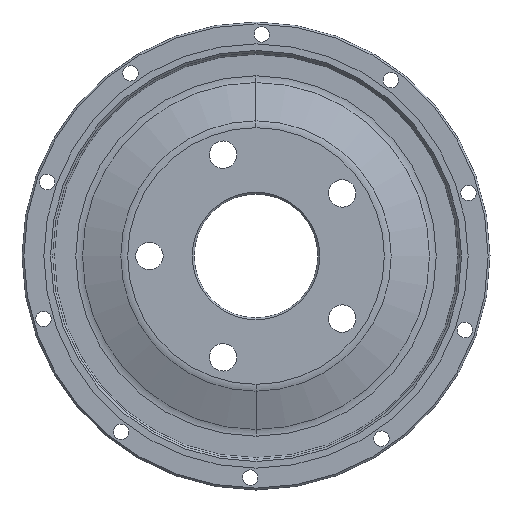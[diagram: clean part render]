
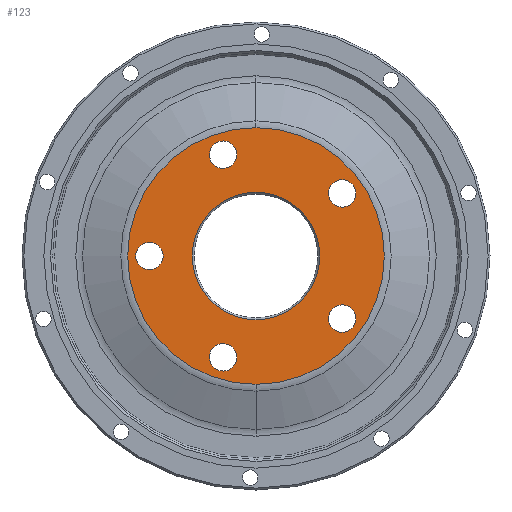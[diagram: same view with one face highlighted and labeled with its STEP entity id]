
A CAD part, left-side view. The second image highlights one B-rep face of the part: STEP entity #123.
In plain terms, the highlighted planar face has unit normal (-1, 0, 0).
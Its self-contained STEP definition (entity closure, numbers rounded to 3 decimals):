
#31 = AXIS2_PLACEMENT_3D ( 'NONE', #2035, #1519, #1546 ) ;
#70 = ORIENTED_EDGE ( 'NONE', *, *, #203, .F. ) ;
#116 = DIRECTION ( 'NONE',  ( 0., -0.951, 0.309 ) ) ;
#123 = ADVANCED_FACE ( 'NONE', ( #1081, #1370, #202, #693, #1135, #1030, #1995 ), #1248, .F. ) ;
#125 = CARTESIAN_POINT ( 'NONE',  ( -19.3, -45.305, -32.916 ) ) ;
#136 = EDGE_CURVE ( 'NONE', #1270, #1630, #302, .T. ) ;
#147 = EDGE_CURVE ( 'NONE', #162, #1871, #920, .T. ) ;
#162 = VERTEX_POINT ( 'NONE', #1447 ) ;
#178 = DIRECTION ( 'NONE',  ( 1., 0., 0. ) ) ;
#202 = FACE_BOUND ( 'NONE', #796, .T. ) ;
#203 = EDGE_CURVE ( 'NONE', #1921, #1974, #537, .T. ) ;
#236 = CARTESIAN_POINT ( 'NONE',  ( -19.3, 24.153, 51.034 ) ) ;
#244 = AXIS2_PLACEMENT_3D ( 'NONE', #1960, #1433, #961 ) ;
#249 = AXIS2_PLACEMENT_3D ( 'NONE', #1406, #1421, #1919 ) ;
#260 = AXIS2_PLACEMENT_3D ( 'NONE', #2109, #1122, #277 ) ;
#263 = CARTESIAN_POINT ( 'NONE',  ( -19.3, 0., 67.463 ) ) ;
#270 = DIRECTION ( 'NONE',  ( 1., 0., 0. ) ) ;
#277 = DIRECTION ( 'NONE',  ( 0., 0., 1. ) ) ;
#284 = DIRECTION ( 'NONE',  ( -1., 0., 0. ) ) ;
#292 = CIRCLE ( 'NONE', #591, 7.2 ) ;
#302 = CIRCLE ( 'NONE', #2061, 7.2 ) ;
#328 = DIRECTION ( 'NONE',  ( 0., 0., -1. ) ) ;
#334 = ORIENTED_EDGE ( 'NONE', *, *, #520, .F. ) ;
#350 = CARTESIAN_POINT ( 'NONE',  ( -19.3, 17.305, -53.259 ) ) ;
#378 = DIRECTION ( 'NONE',  ( 0., 0.588, -0.809 ) ) ;
#439 = DIRECTION ( 'NONE',  ( -1., 0., 0. ) ) ;
#446 = DIRECTION ( 'NONE',  ( 0., 0.951, 0.309 ) ) ;
#449 = DIRECTION ( 'NONE',  ( -1., 0., 0. ) ) ;
#456 = CARTESIAN_POINT ( 'NONE',  ( -19.3, 17.305, 53.259 ) ) ;
#463 = AXIS2_PLACEMENT_3D ( 'NONE', #263, #1770, #1928 ) ;
#488 = AXIS2_PLACEMENT_3D ( 'NONE', #1042, #895, #1568 ) ;
#490 = DIRECTION ( 'NONE',  ( 1., 0., 0. ) ) ;
#512 = VERTEX_POINT ( 'NONE', #1723 ) ;
#520 = EDGE_CURVE ( 'NONE', #1395, #650, #1631, .T. ) ;
#521 = CARTESIAN_POINT ( 'NONE',  ( -19.3, 0., 0. ) ) ;
#528 = CARTESIAN_POINT ( 'NONE',  ( -19.3, -49.537, 27.091 ) ) ;
#537 = CIRCLE ( 'NONE', #1717, 67.463 ) ;
#563 = ORIENTED_EDGE ( 'NONE', *, *, #1722, .F. ) ;
#591 = AXIS2_PLACEMENT_3D ( 'NONE', #1957, #947, #116 ) ;
#620 = VERTEX_POINT ( 'NONE', #1908 ) ;
#650 = VERTEX_POINT ( 'NONE', #749 ) ;
#693 = FACE_BOUND ( 'NONE', #752, .T. ) ;
#709 = CIRCLE ( 'NONE', #31, 67.463 ) ;
#713 = CARTESIAN_POINT ( 'NONE',  ( -19.3, 56., 7.2 ) ) ;
#725 = AXIS2_PLACEMENT_3D ( 'NONE', #350, #1023, #1697 ) ;
#732 = CIRCLE ( 'NONE', #1777, 33.5 ) ;
#749 = CARTESIAN_POINT ( 'NONE',  ( -19.3, -49.537, -27.091 ) ) ;
#752 = EDGE_LOOP ( 'NONE', ( #1609, #1416 ) ) ;
#760 = CARTESIAN_POINT ( 'NONE',  ( -19.3, 17.305, -53.259 ) ) ;
#796 = EDGE_LOOP ( 'NONE', ( #2054, #1217 ) ) ;
#811 = EDGE_CURVE ( 'NONE', #1709, #1897, #1153, .T. ) ;
#813 = CIRCLE ( 'NONE', #1268, 7.2 ) ;
#843 = ORIENTED_EDGE ( 'NONE', *, *, #1393, .F. ) ;
#854 = CARTESIAN_POINT ( 'NONE',  ( -19.3, 0., -67.463 ) ) ;
#877 = EDGE_CURVE ( 'NONE', #620, #1562, #813, .T. ) ;
#887 = CARTESIAN_POINT ( 'NONE',  ( -19.3, -45.305, -32.916 ) ) ;
#895 = DIRECTION ( 'NONE',  ( -1., 0., 0. ) ) ;
#904 = EDGE_LOOP ( 'NONE', ( #70, #1820 ) ) ;
#920 = CIRCLE ( 'NONE', #260, 7.2 ) ;
#947 = DIRECTION ( 'NONE',  ( -1., 0., 0. ) ) ;
#961 = DIRECTION ( 'NONE',  ( 0., -0.588, -0.809 ) ) ;
#1023 = DIRECTION ( 'NONE',  ( -1., 0., 0. ) ) ;
#1030 = FACE_OUTER_BOUND ( 'NONE', #904, .T. ) ;
#1042 = CARTESIAN_POINT ( 'NONE',  ( -19.3, 56., 0. ) ) ;
#1072 = CIRCLE ( 'NONE', #1144, 7.2 ) ;
#1081 = FACE_BOUND ( 'NONE', #1404, .T. ) ;
#1122 = DIRECTION ( 'NONE',  ( -1., 0., 0. ) ) ;
#1135 = FACE_BOUND ( 'NONE', #1400, .T. ) ;
#1144 = AXIS2_PLACEMENT_3D ( 'NONE', #125, #284, #1455 ) ;
#1153 = CIRCLE ( 'NONE', #244, 7.2 ) ;
#1172 = CIRCLE ( 'NONE', #725, 7.2 ) ;
#1173 = CIRCLE ( 'NONE', #488, 7.2 ) ;
#1182 = ORIENTED_EDGE ( 'NONE', *, *, #1805, .T. ) ;
#1217 = ORIENTED_EDGE ( 'NONE', *, *, #811, .F. ) ;
#1248 = PLANE ( 'NONE',  #463 ) ;
#1255 = CARTESIAN_POINT ( 'NONE',  ( -19.3, 10.457, -55.484 ) ) ;
#1268 = AXIS2_PLACEMENT_3D ( 'NONE', #456, #449, #1803 ) ;
#1270 = VERTEX_POINT ( 'NONE', #1348 ) ;
#1305 = EDGE_CURVE ( 'NONE', #1587, #512, #1854, .T. ) ;
#1344 = ORIENTED_EDGE ( 'NONE', *, *, #1913, .F. ) ;
#1348 = CARTESIAN_POINT ( 'NONE',  ( -19.3, 24.153, -51.034 ) ) ;
#1368 = CARTESIAN_POINT ( 'NONE',  ( -19.3, 0., 67.463 ) ) ;
#1370 = FACE_BOUND ( 'NONE', #1487, .T. ) ;
#1393 = EDGE_CURVE ( 'NONE', #1871, #162, #1173, .T. ) ;
#1395 = VERTEX_POINT ( 'NONE', #1896 ) ;
#1400 = EDGE_LOOP ( 'NONE', ( #843, #1540 ) ) ;
#1404 = EDGE_LOOP ( 'NONE', ( #2126, #1344 ) ) ;
#1406 = CARTESIAN_POINT ( 'NONE',  ( -19.3, -45.305, 32.916 ) ) ;
#1416 = ORIENTED_EDGE ( 'NONE', *, *, #1643, .F. ) ;
#1421 = DIRECTION ( 'NONE',  ( -1., 0., 0. ) ) ;
#1433 = DIRECTION ( 'NONE',  ( -1., 0., 0. ) ) ;
#1434 = CARTESIAN_POINT ( 'NONE',  ( -19.3, 0., 33.5 ) ) ;
#1447 = CARTESIAN_POINT ( 'NONE',  ( -19.3, 56., -7.2 ) ) ;
#1455 = DIRECTION ( 'NONE',  ( 0., 0.588, -0.809 ) ) ;
#1475 = CARTESIAN_POINT ( 'NONE',  ( -19.3, -41.073, 38.741 ) ) ;
#1487 = EDGE_LOOP ( 'NONE', ( #334, #563 ) ) ;
#1501 = EDGE_CURVE ( 'NONE', #1897, #1709, #2067, .T. ) ;
#1510 = DIRECTION ( 'NONE',  ( 0., 0., -1. ) ) ;
#1519 = DIRECTION ( 'NONE',  ( 1., 0., 0. ) ) ;
#1540 = ORIENTED_EDGE ( 'NONE', *, *, #147, .F. ) ;
#1546 = DIRECTION ( 'NONE',  ( 0., 0., -1. ) ) ;
#1562 = VERTEX_POINT ( 'NONE', #236 ) ;
#1568 = DIRECTION ( 'NONE',  ( 0., 0., 1. ) ) ;
#1587 = VERTEX_POINT ( 'NONE', #1434 ) ;
#1607 = CARTESIAN_POINT ( 'NONE',  ( -19.3, 0., 0. ) ) ;
#1609 = ORIENTED_EDGE ( 'NONE', *, *, #877, .F. ) ;
#1630 = VERTEX_POINT ( 'NONE', #1255 ) ;
#1631 = CIRCLE ( 'NONE', #1728, 7.2 ) ;
#1642 = EDGE_LOOP ( 'NONE', ( #1894, #1182 ) ) ;
#1643 = EDGE_CURVE ( 'NONE', #1562, #620, #292, .T. ) ;
#1697 = DIRECTION ( 'NONE',  ( 0., 0.951, 0.309 ) ) ;
#1709 = VERTEX_POINT ( 'NONE', #1475 ) ;
#1717 = AXIS2_PLACEMENT_3D ( 'NONE', #1607, #270, #1776 ) ;
#1722 = EDGE_CURVE ( 'NONE', #650, #1395, #1072, .T. ) ;
#1723 = CARTESIAN_POINT ( 'NONE',  ( -19.3, 0., -33.5 ) ) ;
#1728 = AXIS2_PLACEMENT_3D ( 'NONE', #887, #2055, #378 ) ;
#1770 = DIRECTION ( 'NONE',  ( 1., 0., 0. ) ) ;
#1776 = DIRECTION ( 'NONE',  ( 0., 0., -1. ) ) ;
#1777 = AXIS2_PLACEMENT_3D ( 'NONE', #1821, #490, #328 ) ;
#1803 = DIRECTION ( 'NONE',  ( 0., -0.951, 0.309 ) ) ;
#1805 = EDGE_CURVE ( 'NONE', #512, #1587, #732, .T. ) ;
#1820 = ORIENTED_EDGE ( 'NONE', *, *, #1933, .F. ) ;
#1821 = CARTESIAN_POINT ( 'NONE',  ( -19.3, 0., 0. ) ) ;
#1854 = CIRCLE ( 'NONE', #2051, 33.5 ) ;
#1871 = VERTEX_POINT ( 'NONE', #713 ) ;
#1894 = ORIENTED_EDGE ( 'NONE', *, *, #1305, .T. ) ;
#1896 = CARTESIAN_POINT ( 'NONE',  ( -19.3, -41.073, -38.741 ) ) ;
#1897 = VERTEX_POINT ( 'NONE', #528 ) ;
#1908 = CARTESIAN_POINT ( 'NONE',  ( -19.3, 10.457, 55.484 ) ) ;
#1913 = EDGE_CURVE ( 'NONE', #1630, #1270, #1172, .T. ) ;
#1919 = DIRECTION ( 'NONE',  ( 0., -0.588, -0.809 ) ) ;
#1921 = VERTEX_POINT ( 'NONE', #854 ) ;
#1928 = DIRECTION ( 'NONE',  ( 0., 0., -1. ) ) ;
#1933 = EDGE_CURVE ( 'NONE', #1974, #1921, #709, .T. ) ;
#1957 = CARTESIAN_POINT ( 'NONE',  ( -19.3, 17.305, 53.259 ) ) ;
#1960 = CARTESIAN_POINT ( 'NONE',  ( -19.3, -45.305, 32.916 ) ) ;
#1974 = VERTEX_POINT ( 'NONE', #1368 ) ;
#1995 = FACE_BOUND ( 'NONE', #1642, .T. ) ;
#2035 = CARTESIAN_POINT ( 'NONE',  ( -19.3, 0., 0. ) ) ;
#2051 = AXIS2_PLACEMENT_3D ( 'NONE', #521, #178, #1510 ) ;
#2054 = ORIENTED_EDGE ( 'NONE', *, *, #1501, .F. ) ;
#2055 = DIRECTION ( 'NONE',  ( -1., 0., 0. ) ) ;
#2061 = AXIS2_PLACEMENT_3D ( 'NONE', #760, #439, #446 ) ;
#2067 = CIRCLE ( 'NONE', #249, 7.2 ) ;
#2109 = CARTESIAN_POINT ( 'NONE',  ( -19.3, 56., 0. ) ) ;
#2126 = ORIENTED_EDGE ( 'NONE', *, *, #136, .F. ) ;
